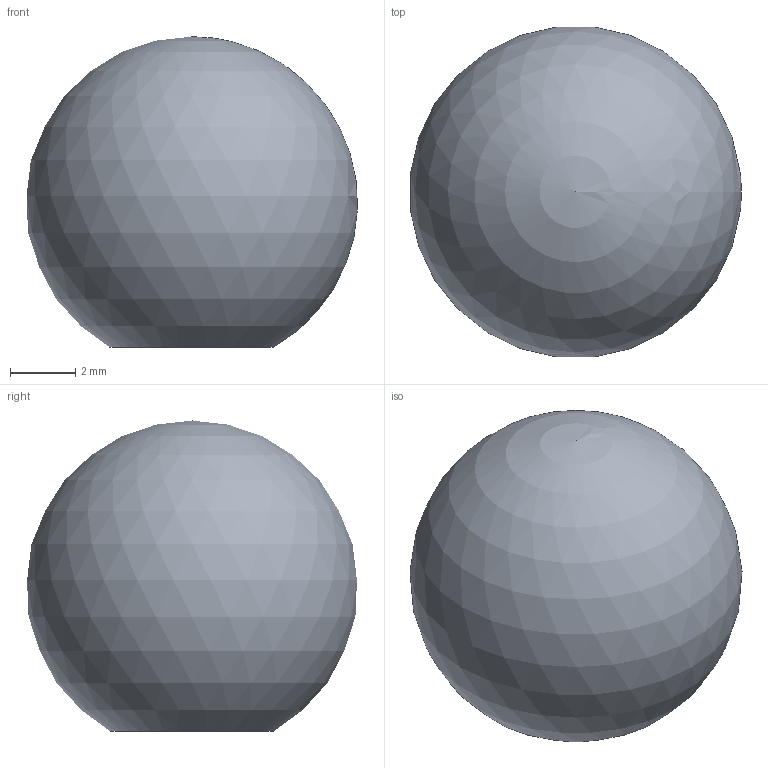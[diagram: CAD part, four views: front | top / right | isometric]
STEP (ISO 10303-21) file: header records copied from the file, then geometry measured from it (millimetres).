
FILE_DESCRIPTION( ( 'Unknown' ), '1' );
FILE_NAME( '7111005_SB10_M03.stp', 'Unknown', ( 'Unknown' ), ( 'Unknown' ), 'PSStep 11.0', 'Unknown', ' ' );
FILE_SCHEMA( ( 'AUTOMOTIVE_DESIGN { 1 0 10303 214 1 1 1 1 }' ) );
Length unit declared in the file: millimetre
Products named in the file (1): 1
Bounding box: 10.12 x 10.09 x 9.5 mm (x, y, z)
Volume: 511.4 mm3; surface area: 368 mm2
Topology: 1 solids, 1 shells, 6 faces, 14 edges, 9 vertices
Faces by surface type: cylinder 2, cone 2, sphere 1, plane 1
Full cylindrical faces by diameter (mm): 2.459 x2
Entity records: 182 total; most frequent: DIRECTION 24, CARTESIAN_POINT 18, AXIS2_PLACEMENT_3D 12, EDGE_LOOP 10, ORIENTED_EDGE 10, FACE_OUTER_BOUND 8, STYLED_ITEM 6, PRESENTATION_STYLE_ASSIGNMENT 6
